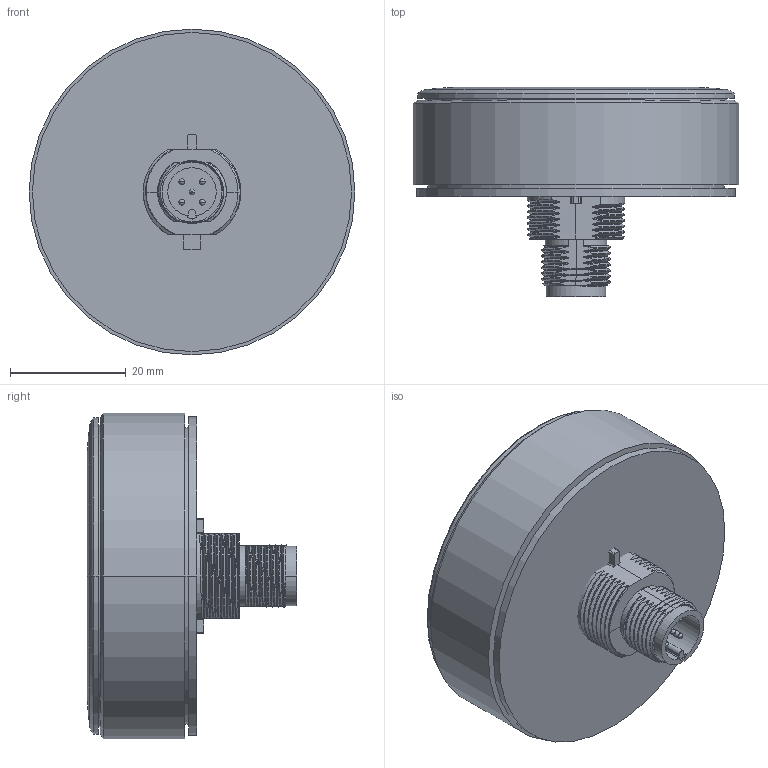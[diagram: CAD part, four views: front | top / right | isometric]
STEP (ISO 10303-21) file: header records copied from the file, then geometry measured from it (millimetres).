
FILE_DESCRIPTION((''),'2;1');
FILE_NAME('TE-M32MX-X11X','2019-04-10T',('kdooley'),(''),'PRO/ENGINEER BY PARAMETRIC TECHNOLOGY CORPORATION, 2016100','PRO/ENGINEER BY PARAMETRIC TECHNOLOGY CORPORATION, 2016100','');
FILE_SCHEMA(('CONFIG_CONTROL_DESIGN'));
Length unit declared in the file: inch
Products named in the file (1): TE-M32MX-X11X
Bounding box: 56.39 x 36.29 x 56.39 mm (x, y, z)
Volume: 46240 mm3; surface area: 11660.2 mm2
Topology: 2 solids, 6 shells, 293 faces, 875 edges, 601 vertices
Faces by surface type: bspline 132, cylinder 73, plane 49, extrusion 21, cone 16, revolution 2
Entity records: 18336 total; most frequent: CARTESIAN_POINT 11692, ORIENTED_EDGE 1724, EDGE_CURVE 875, DIRECTION 787, VERTEX_POINT 601, B_SPLINE_CURVE_WITH_KNOTS 546, EDGE_LOOP 306, FACE_OUTER_BOUND 293
